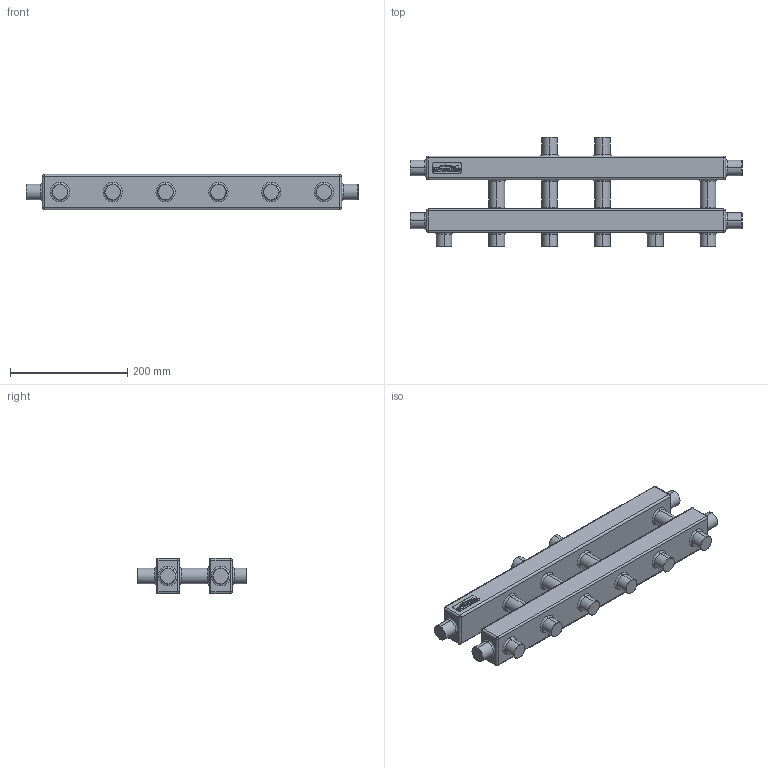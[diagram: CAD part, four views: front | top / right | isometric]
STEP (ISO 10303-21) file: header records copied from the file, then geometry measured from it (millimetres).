
FILE_DESCRIPTION (( 'STEP AP214' ), '1' );
FILE_NAME ('MK-40-5V.17.STEP', '2017-02-07T08:46:42', ( '' ), ( '' ), 'SwSTEP 2.0', 'SolidWorks 2015', '' );
FILE_SCHEMA (( 'AUTOMOTIVE_DESIGN' ));
Length unit declared in the file: millimetre
Products named in the file (1): MK-40-5V.17
Bounding box: 566 x 186 x 61 mm (x, y, z)
Volume: 2736097.4 mm3; surface area: 244454.9 mm2
Topology: 1 solids, 1 shells, 688 faces, 1848 edges, 1184 vertices
Faces by surface type: bspline 344, plane 200, cylinder 64, torus 40, cone 24, sphere 16
Entity records: 23566 total; most frequent: CARTESIAN_POINT 8189, ORIENTED_EDGE 3664, DIRECTION 2062, EDGE_CURVE 1832, VERTEX_POINT 1184, VECTOR 908, LINE 908, EDGE_LOOP 732
